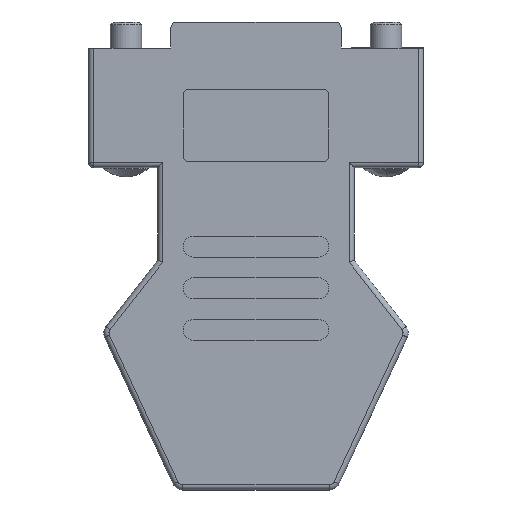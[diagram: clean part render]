
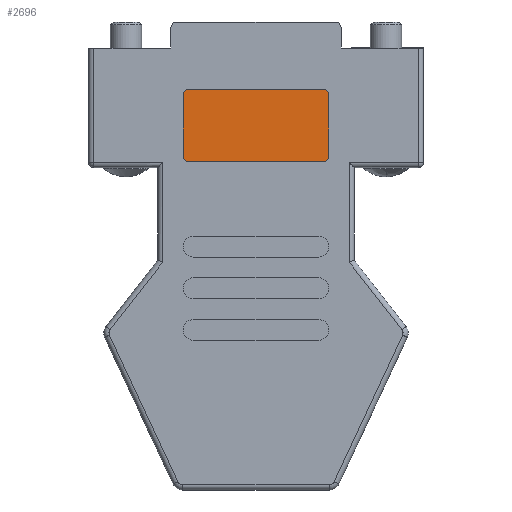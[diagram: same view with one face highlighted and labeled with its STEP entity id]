
A CAD part, front view. The second image highlights one B-rep face of the part: STEP entity #2696.
In plain terms, the highlighted planar face has unit normal (0, -1, 0).
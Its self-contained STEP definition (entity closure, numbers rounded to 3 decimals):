
#278 = AXIS2_PLACEMENT_3D ( 'NONE', #39153, #26830, #21471 ) ;
#2510 = ORIENTED_EDGE ( 'NONE', *, *, #37914, .T. ) ;
#2590 = CARTESIAN_POINT ( 'NONE',  ( 7., 0.3, -12.9 ) ) ;
#2696 = ADVANCED_FACE ( 'NONE', ( #22251 ), #16305, .F. ) ;
#3249 = EDGE_CURVE ( 'NONE', #5012, #33965, #33088, .T. ) ;
#4351 = VECTOR ( 'NONE', #17298, 1000. ) ;
#4863 = EDGE_CURVE ( 'NONE', #18975, #36302, #12463, .T. ) ;
#5012 = VERTEX_POINT ( 'NONE', #25361 ) ;
#5893 = DIRECTION ( 'NONE',  ( -1., 0., 0. ) ) ;
#6534 = CIRCLE ( 'NONE', #14176, 0.5 ) ;
#6779 = EDGE_CURVE ( 'NONE', #17692, #5012, #31181, .T. ) ;
#7217 = ORIENTED_EDGE ( 'NONE', *, *, #25962, .T. ) ;
#7444 = CARTESIAN_POINT ( 'NONE',  ( 6.5, 0.3, -7. ) ) ;
#7459 = AXIS2_PLACEMENT_3D ( 'NONE', #37752, #22648, #18692 ) ;
#7941 = VECTOR ( 'NONE', #19724, 1000. ) ;
#9325 = EDGE_CURVE ( 'NONE', #32650, #26490, #6534, .T. ) ;
#9700 = EDGE_CURVE ( 'NONE', #36302, #31404, #17398, .T. ) ;
#10217 = CARTESIAN_POINT ( 'NONE',  ( -6.5, 0.3, -13.4 ) ) ;
#10287 = ORIENTED_EDGE ( 'NONE', *, *, #9700, .T. ) ;
#10413 = EDGE_LOOP ( 'NONE', ( #35752, #21791, #7217, #21877, #10287, #2510, #36729, #27082 ) ) ;
#12463 = LINE ( 'NONE', #15053, #30960 ) ;
#13387 = LINE ( 'NONE', #10217, #7941 ) ;
#13759 = CARTESIAN_POINT ( 'NONE',  ( -7., 0.3, -7. ) ) ;
#14086 = AXIS2_PLACEMENT_3D ( 'NONE', #7444, #19743, #37044 ) ;
#14176 = AXIS2_PLACEMENT_3D ( 'NONE', #20808, #32906, #25747 ) ;
#15053 = CARTESIAN_POINT ( 'NONE',  ( -7., 0.3, -12.9 ) ) ;
#15726 = VECTOR ( 'NONE', #5893, 1000. ) ;
#15854 = DIRECTION ( 'NONE',  ( 0., -1., 0. ) ) ;
#16034 = CARTESIAN_POINT ( 'NONE',  ( -6.5, 0.3, -13.4 ) ) ;
#16305 = PLANE ( 'NONE',  #7459 ) ;
#17298 = DIRECTION ( 'NONE',  ( 0., 0., 1. ) ) ;
#17398 = CIRCLE ( 'NONE', #278, 0.5 ) ;
#17692 = VERTEX_POINT ( 'NONE', #25566 ) ;
#18305 = CARTESIAN_POINT ( 'NONE',  ( -6.5, 0.3, -6.5 ) ) ;
#18692 = DIRECTION ( 'NONE',  ( 0., 0., 1. ) ) ;
#18975 = VERTEX_POINT ( 'NONE', #13759 ) ;
#19724 = DIRECTION ( 'NONE',  ( 1., 0., 0. ) ) ;
#19743 = DIRECTION ( 'NONE',  ( 0., -1., 0. ) ) ;
#20808 = CARTESIAN_POINT ( 'NONE',  ( 6.5, 0.3, -12.9 ) ) ;
#21471 = DIRECTION ( 'NONE',  ( 0., 0., 1. ) ) ;
#21791 = ORIENTED_EDGE ( 'NONE', *, *, #3249, .T. ) ;
#21877 = ORIENTED_EDGE ( 'NONE', *, *, #4863, .T. ) ;
#22251 = FACE_OUTER_BOUND ( 'NONE', #10413, .T. ) ;
#22648 = DIRECTION ( 'NONE',  ( 0., 1., 0. ) ) ;
#24376 = CARTESIAN_POINT ( 'NONE',  ( -6.5, 0.3, -6.5 ) ) ;
#24579 = DIRECTION ( 'NONE',  ( 0., 0., -1. ) ) ;
#24779 = CARTESIAN_POINT ( 'NONE',  ( -6.5, 0.3, -7. ) ) ;
#25361 = CARTESIAN_POINT ( 'NONE',  ( 6.5, 0.3, -6.5 ) ) ;
#25566 = CARTESIAN_POINT ( 'NONE',  ( 7., 0.3, -7. ) ) ;
#25747 = DIRECTION ( 'NONE',  ( 0., 0., -1. ) ) ;
#25962 = EDGE_CURVE ( 'NONE', #33965, #18975, #29245, .T. ) ;
#26490 = VERTEX_POINT ( 'NONE', #27440 ) ;
#26830 = DIRECTION ( 'NONE',  ( 0., -1., 0. ) ) ;
#27082 = ORIENTED_EDGE ( 'NONE', *, *, #30288, .T. ) ;
#27440 = CARTESIAN_POINT ( 'NONE',  ( 7., 0.3, -12.9 ) ) ;
#27942 = DIRECTION ( 'NONE',  ( 0., 0., 1. ) ) ;
#29125 = CARTESIAN_POINT ( 'NONE',  ( 6.5, 0.3, -13.4 ) ) ;
#29245 = CIRCLE ( 'NONE', #38125, 0.5 ) ;
#30288 = EDGE_CURVE ( 'NONE', #26490, #17692, #35954, .T. ) ;
#30960 = VECTOR ( 'NONE', #24579, 1000. ) ;
#31181 = CIRCLE ( 'NONE', #14086, 0.5 ) ;
#31404 = VERTEX_POINT ( 'NONE', #16034 ) ;
#32650 = VERTEX_POINT ( 'NONE', #29125 ) ;
#32906 = DIRECTION ( 'NONE',  ( 0., -1., 0. ) ) ;
#33088 = LINE ( 'NONE', #24376, #15726 ) ;
#33965 = VERTEX_POINT ( 'NONE', #18305 ) ;
#35752 = ORIENTED_EDGE ( 'NONE', *, *, #6779, .T. ) ;
#35954 = LINE ( 'NONE', #2590, #4351 ) ;
#36302 = VERTEX_POINT ( 'NONE', #38287 ) ;
#36729 = ORIENTED_EDGE ( 'NONE', *, *, #9325, .T. ) ;
#37044 = DIRECTION ( 'NONE',  ( 0., 0., 1. ) ) ;
#37752 = CARTESIAN_POINT ( 'NONE',  ( 6.5, 0.3, -7. ) ) ;
#37914 = EDGE_CURVE ( 'NONE', #31404, #32650, #13387, .T. ) ;
#38125 = AXIS2_PLACEMENT_3D ( 'NONE', #24779, #15854, #27942 ) ;
#38287 = CARTESIAN_POINT ( 'NONE',  ( -7., 0.3, -12.9 ) ) ;
#39153 = CARTESIAN_POINT ( 'NONE',  ( -6.5, 0.3, -12.9 ) ) ;
